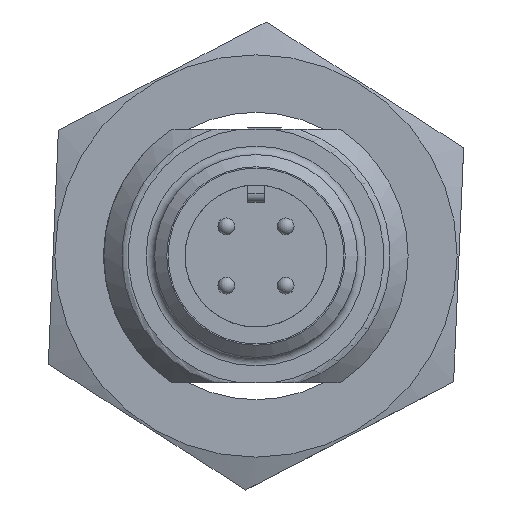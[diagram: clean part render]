
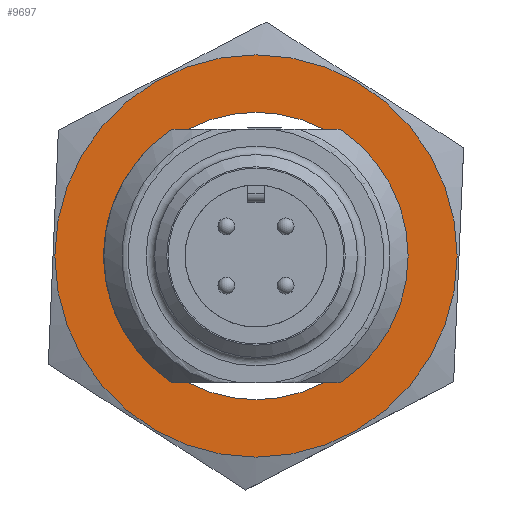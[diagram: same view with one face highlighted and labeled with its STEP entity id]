
A CAD part, left-side view. The second image highlights one B-rep face of the part: STEP entity #9697.
In plain terms, the highlighted planar face has unit normal (-1, 0, 0).
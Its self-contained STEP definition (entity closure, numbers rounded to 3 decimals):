
#6 = EDGE_CURVE ( 'NONE', #1959, #5121, #11621, .T. ) ;
#41 = EDGE_CURVE ( 'NONE', #2256, #2420, #11511, .T. ) ;
#57 = EDGE_CURVE ( 'NONE', #2506, #2119, #11646, .T. ) ;
#114 = CARTESIAN_POINT ( 'NONE',  ( -1., 8.989, 0.45 ) ) ;
#152 = CARTESIAN_POINT ( 'NONE',  ( -1., 4.975, 7.5 ) ) ;
#167 = CARTESIAN_POINT ( 'NONE',  ( -1., 4., 7.5 ) ) ;
#207 = CARTESIAN_POINT ( 'NONE',  ( -1., -4.975, 7.5 ) ) ;
#221 = CARTESIAN_POINT ( 'NONE',  ( -1., -4., -7.5 ) ) ;
#256 = CARTESIAN_POINT ( 'NONE',  ( -1., 4., -7.5 ) ) ;
#478 = CARTESIAN_POINT ( 'NONE',  ( -1., 0., 0. ) ) ;
#479 = DIRECTION ( 'NONE',  ( 1., 0., 0. ) ) ;
#480 = DIRECTION ( 'NONE',  ( 0., 0., -1. ) ) ;
#584 = CARTESIAN_POINT ( 'NONE',  ( -1., 8.99, -0.424 ) ) ;
#612 = CARTESIAN_POINT ( 'NONE',  ( -1., 9., 0.45 ) ) ;
#642 = CARTESIAN_POINT ( 'NONE',  ( -1., 9., -0.424 ) ) ;
#718 = VECTOR ( 'NONE', #10620, 1000. ) ;
#739 = VECTOR ( 'NONE', #10722, 1000. ) ;
#757 = VECTOR ( 'NONE', #9097, 1000. ) ;
#1172 = EDGE_CURVE ( 'NONE', #9806, #9806, #4930, .T. ) ;
#1173 = EDGE_CURVE ( 'NONE', #5121, #5536, #2720, .T. ) ;
#1174 = EDGE_CURVE ( 'NONE', #5536, #5341, #2728, .T. ) ;
#1175 = EDGE_CURVE ( 'NONE', #5341, #2256, #2729, .T. ) ;
#1176 = EDGE_CURVE ( 'NONE', #2445, #1942, #4926, .T. ) ;
#1672 = VECTOR ( 'NONE', #10467, 1000. ) ;
#1942 = VERTEX_POINT ( 'NONE', #4530 ) ;
#1959 = VERTEX_POINT ( 'NONE', #4539 ) ;
#2119 = VERTEX_POINT ( 'NONE', #4594 ) ;
#2256 = VERTEX_POINT ( 'NONE', #114 ) ;
#2420 = VERTEX_POINT ( 'NONE', #152 ) ;
#2445 = VERTEX_POINT ( 'NONE', #167 ) ;
#2506 = VERTEX_POINT ( 'NONE', #207 ) ;
#2524 = VERTEX_POINT ( 'NONE', #221 ) ;
#2567 = VERTEX_POINT ( 'NONE', #256 ) ;
#2720 = LINE ( 'NONE', #4074, #4921 ) ;
#2728 = LINE ( 'NONE', #4076, #4916 ) ;
#2729 = LINE ( 'NONE', #4078, #4911 ) ;
#2831 = DIRECTION ( 'NONE',  ( 0., 0., -1. ) ) ;
#3018 = CARTESIAN_POINT ( 'NONE',  ( -1., 0., 0. ) ) ;
#3376 = CARTESIAN_POINT ( 'NONE',  ( -1., 0., 0. ) ) ;
#3385 = DIRECTION ( 'NONE',  ( 1., 0., 0. ) ) ;
#3466 = DIRECTION ( 'NONE',  ( 1., 0., 0. ) ) ;
#3778 = DIRECTION ( 'NONE',  ( 0., 0., -1. ) ) ;
#3941 = EDGE_CURVE ( 'NONE', #2524, #2567, #11745, .T. ) ;
#4071 = CARTESIAN_POINT ( 'NONE',  ( -1., 0., 0. ) ) ;
#4072 = DIRECTION ( 'NONE',  ( -1., 0., 0. ) ) ;
#4073 = DIRECTION ( 'NONE',  ( 0., 0., -1. ) ) ;
#4074 = CARTESIAN_POINT ( 'NONE',  ( -1., 7.5, -0.424 ) ) ;
#4075 = DIRECTION ( 'NONE',  ( 0., 1., 0. ) ) ;
#4076 = CARTESIAN_POINT ( 'NONE',  ( -1., 9., 7.438 ) ) ;
#4077 = DIRECTION ( 'NONE',  ( 0., 0., 1. ) ) ;
#4078 = CARTESIAN_POINT ( 'NONE',  ( -1., 7.5, 0.45 ) ) ;
#4079 = DIRECTION ( 'NONE',  ( 0., -1., 0. ) ) ;
#4080 = CARTESIAN_POINT ( 'NONE',  ( -1., 0., 0. ) ) ;
#4081 = DIRECTION ( 'NONE',  ( 1., 0., 0. ) ) ;
#4082 = DIRECTION ( 'NONE',  ( 0., 0., -1. ) ) ;
#4530 = CARTESIAN_POINT ( 'NONE',  ( -1., -4., 7.5 ) ) ;
#4539 = CARTESIAN_POINT ( 'NONE',  ( -1., 4.975, -7.5 ) ) ;
#4594 = CARTESIAN_POINT ( 'NONE',  ( -1., -4.975, -7.5 ) ) ;
#4908 = AXIS2_PLACEMENT_3D ( 'NONE', #4080, #4081, #4082 ) ;
#4911 = VECTOR ( 'NONE', #4079, 1000. ) ;
#4916 = VECTOR ( 'NONE', #4077, 1000. ) ;
#4921 = VECTOR ( 'NONE', #4075, 1000. ) ;
#4926 = CIRCLE ( 'NONE', #4908, 8.5 ) ;
#4929 = AXIS2_PLACEMENT_3D ( 'NONE', #4071, #4072, #4073 ) ;
#4930 = CIRCLE ( 'NONE', #4929, 11.902 ) ;
#5121 = VERTEX_POINT ( 'NONE', #584 ) ;
#5145 = ORIENTED_EDGE ( 'NONE', *, *, #3941, .T. ) ;
#5340 = ORIENTED_EDGE ( 'NONE', *, *, #8952, .T. ) ;
#5341 = VERTEX_POINT ( 'NONE', #612 ) ;
#5397 = ORIENTED_EDGE ( 'NONE', *, *, #8884, .T. ) ;
#5519 = ORIENTED_EDGE ( 'NONE', *, *, #8910, .T. ) ;
#5524 = ORIENTED_EDGE ( 'NONE', *, *, #57, .T. ) ;
#5536 = VERTEX_POINT ( 'NONE', #642 ) ;
#6980 = CARTESIAN_POINT ( 'NONE',  ( -1., 0., -11.902 ) ) ;
#7233 = LINE ( 'NONE', #10466, #1672 ) ;
#7248 = LINE ( 'NONE', #10619, #718 ) ;
#7265 = LINE ( 'NONE', #10721, #739 ) ;
#7299 = LINE ( 'NONE', #9096, #757 ) ;
#7379 = FACE_OUTER_BOUND ( 'NONE', #8078, .T. ) ;
#7380 = FACE_BOUND ( 'NONE', #8123, .T. ) ;
#8078 = EDGE_LOOP ( 'NONE', ( #10183 ) ) ;
#8123 = EDGE_LOOP ( 'NONE', ( #10253, #10252, #10128, #10256, #10060, #10058, #10257, #5519, #5524, #5340, #5145, #5397 ) ) ;
#8613 = CARTESIAN_POINT ( 'NONE',  ( -1., 0., 0. ) ) ;
#8659 = DIRECTION ( 'NONE',  ( 0., 0., -1. ) ) ;
#8661 = DIRECTION ( 'NONE',  ( 1., 0., 0. ) ) ;
#8848 = EDGE_CURVE ( 'NONE', #2420, #2445, #7233, .T. ) ;
#8884 = EDGE_CURVE ( 'NONE', #2567, #1959, #7248, .T. ) ;
#8910 = EDGE_CURVE ( 'NONE', #1942, #2506, #7265, .T. ) ;
#8952 = EDGE_CURVE ( 'NONE', #2119, #2524, #7299, .T. ) ;
#9096 = CARTESIAN_POINT ( 'NONE',  ( -1., 9.991, -7.5 ) ) ;
#9097 = DIRECTION ( 'NONE',  ( 0., 1., 0. ) ) ;
#9568 = PLANE ( 'NONE',  #12150 ) ;
#9569 = CARTESIAN_POINT ( 'NONE',  ( -1., 11.691, 7.438 ) ) ;
#9570 = DIRECTION ( 'NONE',  ( 1., 0., 0. ) ) ;
#9571 = DIRECTION ( 'NONE',  ( 0., 0., -1. ) ) ;
#9697 = ADVANCED_FACE ( 'NONE', ( #7379, #7380 ), #9568, .F. ) ;
#9806 = VERTEX_POINT ( 'NONE', #6980 ) ;
#10058 = ORIENTED_EDGE ( 'NONE', *, *, #8848, .T. ) ;
#10060 = ORIENTED_EDGE ( 'NONE', *, *, #41, .T. ) ;
#10128 = ORIENTED_EDGE ( 'NONE', *, *, #1174, .T. ) ;
#10183 = ORIENTED_EDGE ( 'NONE', *, *, #1172, .T. ) ;
#10252 = ORIENTED_EDGE ( 'NONE', *, *, #1173, .T. ) ;
#10253 = ORIENTED_EDGE ( 'NONE', *, *, #6, .T. ) ;
#10256 = ORIENTED_EDGE ( 'NONE', *, *, #1175, .T. ) ;
#10257 = ORIENTED_EDGE ( 'NONE', *, *, #1176, .T. ) ;
#10466 = CARTESIAN_POINT ( 'NONE',  ( -1., 9.991, 7.5 ) ) ;
#10467 = DIRECTION ( 'NONE',  ( 0., -1., 0. ) ) ;
#10619 = CARTESIAN_POINT ( 'NONE',  ( -1., 9.991, -7.5 ) ) ;
#10620 = DIRECTION ( 'NONE',  ( 0., 1., 0. ) ) ;
#10721 = CARTESIAN_POINT ( 'NONE',  ( -1., 9.991, 7.5 ) ) ;
#10722 = DIRECTION ( 'NONE',  ( 0., -1., 0. ) ) ;
#11511 = CIRCLE ( 'NONE', #11588, 9. ) ;
#11528 = AXIS2_PLACEMENT_3D ( 'NONE', #3376, #3466, #3778 ) ;
#11588 = AXIS2_PLACEMENT_3D ( 'NONE', #3018, #3385, #2831 ) ;
#11621 = CIRCLE ( 'NONE', #11625, 9. ) ;
#11625 = AXIS2_PLACEMENT_3D ( 'NONE', #8613, #8661, #8659 ) ;
#11646 = CIRCLE ( 'NONE', #11528, 9. ) ;
#11743 = AXIS2_PLACEMENT_3D ( 'NONE', #478, #479, #480 ) ;
#11745 = CIRCLE ( 'NONE', #11743, 8.5 ) ;
#12150 = AXIS2_PLACEMENT_3D ( 'NONE', #9569, #9570, #9571 ) ;
